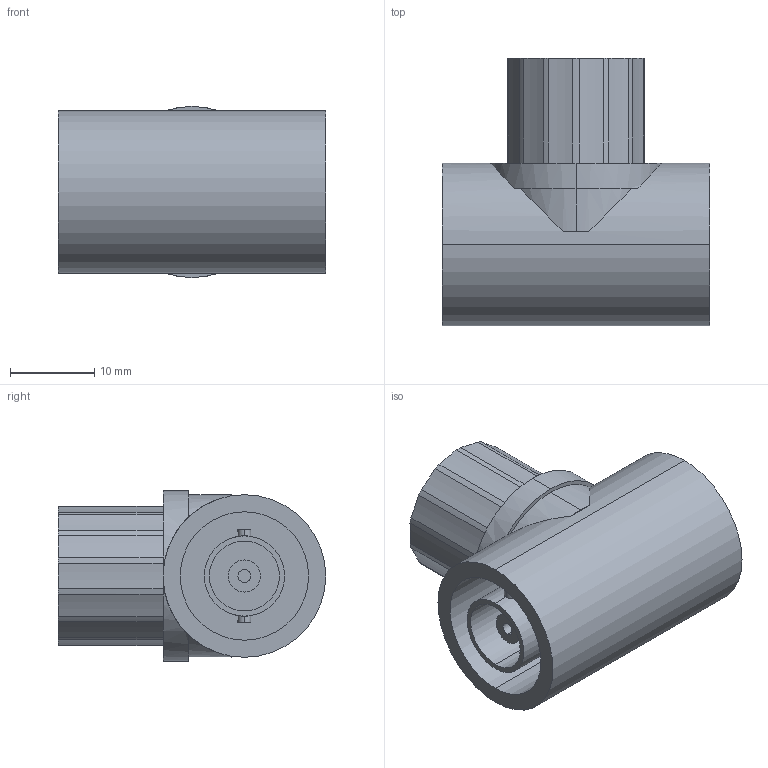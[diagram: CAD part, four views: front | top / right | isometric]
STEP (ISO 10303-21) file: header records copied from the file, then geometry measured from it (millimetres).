
FILE_DESCRIPTION (( 'STEP AP203' ), '1' );
FILE_NAME ('BIF-TB2.STEP', '2006-06-30T19:40:19', ( ' ' ), ( ' ' ), 'SwSTEP 2.0', 'SolidWorks 2005354', '' );
FILE_SCHEMA (( 'CONFIG_CONTROL_DESIGN' ));
Length unit declared in the file: inch
Products named in the file (1): BIF-TB2
Bounding box: 31.75 x 31.75 x 20.32 mm (x, y, z)
Volume: 8344.7 mm3; surface area: 7107.8 mm2
Topology: 1 solids, 1 shells, 150 faces, 375 edges, 246 vertices
Faces by surface type: cylinder 86, plane 64
Entity records: 4874 total; most frequent: CARTESIAN_POINT 1093, DIRECTION 825, ORIENTED_EDGE 750, EDGE_CURVE 375, AXIS2_PLACEMENT_3D 332, VERTEX_POINT 246, CIRCLE 181, EDGE_LOOP 169
